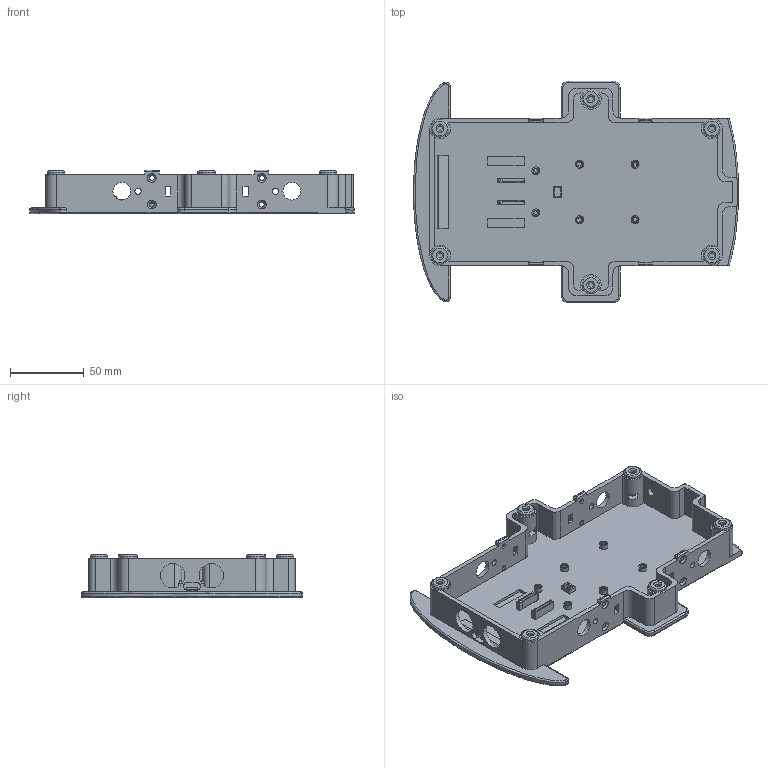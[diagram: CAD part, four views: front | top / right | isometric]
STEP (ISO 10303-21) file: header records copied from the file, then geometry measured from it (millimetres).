
FILE_DESCRIPTION(/* description */ (''),/* implementation_level */ '2;1');
FILE_NAME(/* name */ 'Openbot_Short_Body_Bottom_F3.step',/* time_stamp */ '2023-04-04T12:14:04+03:00',/* author */ (''),/* organization */ (''),/* preprocessor_version */ 'ST-DEVELOPER v19.2',/* originating_system */ 'Autodesk Translation Framework v11.17.0.187',/* authorisation */ '');
FILE_SCHEMA (('AUTOMOTIVE_DESIGN { 1 0 10303 214 3 1 1 }'));
Length unit declared in the file: millimetre
Products named in the file (1): Openbot_Short_Body_Bottom_F3.f3d
Bounding box: 219.79 x 150 x 29.5 mm (x, y, z)
Volume: 153333 mm3; surface area: 85613.4 mm2
Topology: 1 solids, 1 shells, 392 faces, 997 edges, 647 vertices
Faces by surface type: plane 215, cylinder 131, torus 30, cone 8, bspline 6, sphere 2
Full cylindrical faces by diameter (mm): 1.2 x2, 2.8 x6, 3.4 x20, 4.2 x4, 5.4 x8, 12 x10, 16.5 x2
Entity records: 12484 total; most frequent: CARTESIAN_POINT 2619, DIRECTION 2076, ORIENTED_EDGE 1990, EDGE_CURVE 995, AXIS2_PLACEMENT_3D 721, VERTEX_POINT 647, LINE 634, VECTOR 634
